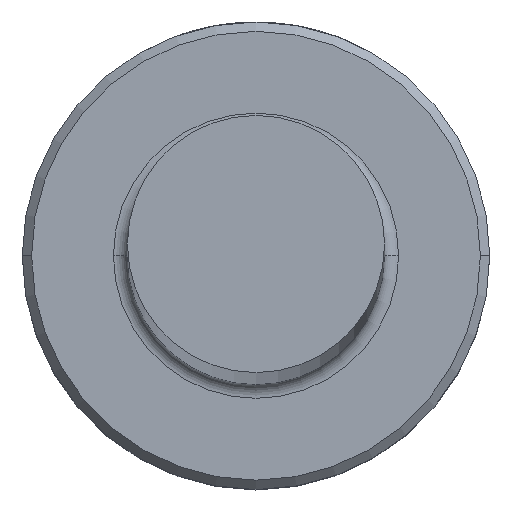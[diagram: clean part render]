
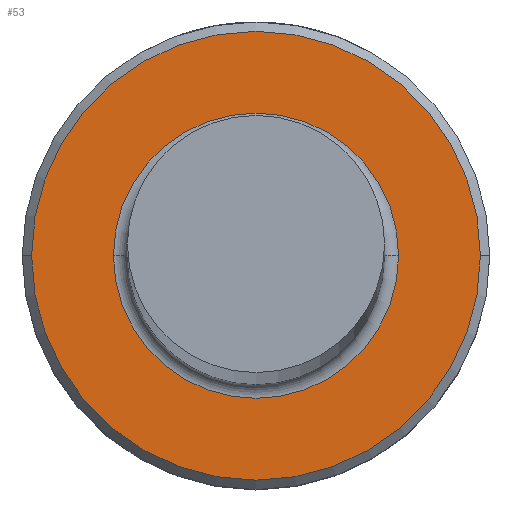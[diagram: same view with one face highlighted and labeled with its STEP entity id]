
A CAD part, top view. The second image highlights one B-rep face of the part: STEP entity #53.
In plain terms, the highlighted planar face has unit normal (0, 0, 1).
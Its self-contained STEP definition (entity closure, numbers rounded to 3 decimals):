
#53 = ADVANCED_FACE ( 'NONE', ( #158, #552 ), #839, .T. ) ;
#56 = VERTEX_POINT ( 'NONE', #282 ) ;
#94 = DIRECTION ( 'NONE',  ( 0., 0., -1. ) ) ;
#152 = VERTEX_POINT ( 'NONE', #1128 ) ;
#158 = FACE_OUTER_BOUND ( 'NONE', #612, .T. ) ;
#171 = ORIENTED_EDGE ( 'NONE', *, *, #450, .T. ) ;
#179 = DIRECTION ( 'NONE',  ( 0., 0., -1. ) ) ;
#196 = EDGE_CURVE ( 'NONE', #465, #1150, #715, .T. ) ;
#282 = CARTESIAN_POINT ( 'NONE',  ( 4.8, 0., 6. ) ) ;
#299 = CIRCLE ( 'NONE', #545, 3.05 ) ;
#325 = AXIS2_PLACEMENT_3D ( 'NONE', #461, #373, #1008 ) ;
#356 = CARTESIAN_POINT ( 'NONE',  ( -3.05, 0., 6. ) ) ;
#373 = DIRECTION ( 'NONE',  ( 0., 0., 1. ) ) ;
#388 = DIRECTION ( 'NONE',  ( 0., 0., 1. ) ) ;
#435 = EDGE_LOOP ( 'NONE', ( #809, #171 ) ) ;
#442 = CARTESIAN_POINT ( 'NONE',  ( 0., 0., 6. ) ) ;
#450 = EDGE_CURVE ( 'NONE', #1150, #465, #299, .T. ) ;
#461 = CARTESIAN_POINT ( 'NONE',  ( 0., 0., 6. ) ) ;
#465 = VERTEX_POINT ( 'NONE', #356 ) ;
#473 = CARTESIAN_POINT ( 'NONE',  ( 0., 0., 6. ) ) ;
#508 = AXIS2_PLACEMENT_3D ( 'NONE', #442, #179, #1066 ) ;
#545 = AXIS2_PLACEMENT_3D ( 'NONE', #639, #94, #738 ) ;
#552 = FACE_BOUND ( 'NONE', #435, .T. ) ;
#565 = AXIS2_PLACEMENT_3D ( 'NONE', #473, #1099, #567 ) ;
#567 = DIRECTION ( 'NONE',  ( 1., 0., 0. ) ) ;
#612 = EDGE_LOOP ( 'NONE', ( #788, #928 ) ) ;
#639 = CARTESIAN_POINT ( 'NONE',  ( 0., 0., 6. ) ) ;
#699 = AXIS2_PLACEMENT_3D ( 'NONE', #939, #388, #1021 ) ;
#715 = CIRCLE ( 'NONE', #508, 3.05 ) ;
#738 = DIRECTION ( 'NONE',  ( -1., 0., 0. ) ) ;
#788 = ORIENTED_EDGE ( 'NONE', *, *, #1114, .T. ) ;
#809 = ORIENTED_EDGE ( 'NONE', *, *, #196, .T. ) ;
#839 = PLANE ( 'NONE',  #325 ) ;
#887 = CIRCLE ( 'NONE', #699, 4.8 ) ;
#928 = ORIENTED_EDGE ( 'NONE', *, *, #1089, .T. ) ;
#939 = CARTESIAN_POINT ( 'NONE',  ( 0., 0., 6. ) ) ;
#945 = CARTESIAN_POINT ( 'NONE',  ( 3.05, 0., 6. ) ) ;
#1008 = DIRECTION ( 'NONE',  ( 1., 0., 0. ) ) ;
#1021 = DIRECTION ( 'NONE',  ( 1., 0., 0. ) ) ;
#1066 = DIRECTION ( 'NONE',  ( -1., 0., 0. ) ) ;
#1089 = EDGE_CURVE ( 'NONE', #56, #152, #1119, .T. ) ;
#1099 = DIRECTION ( 'NONE',  ( 0., 0., 1. ) ) ;
#1114 = EDGE_CURVE ( 'NONE', #152, #56, #887, .T. ) ;
#1119 = CIRCLE ( 'NONE', #565, 4.8 ) ;
#1128 = CARTESIAN_POINT ( 'NONE',  ( -4.8, 0., 6. ) ) ;
#1150 = VERTEX_POINT ( 'NONE', #945 ) ;
